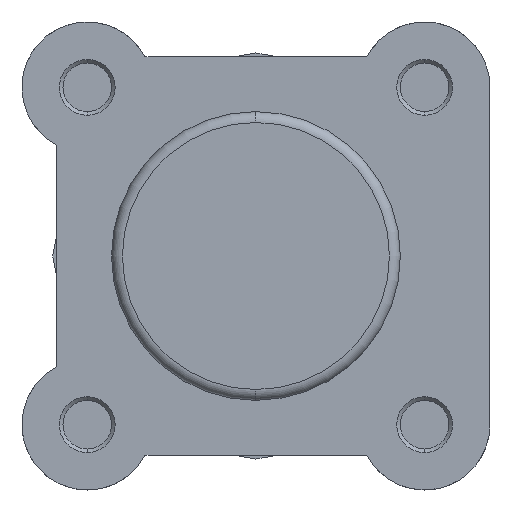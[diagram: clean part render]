
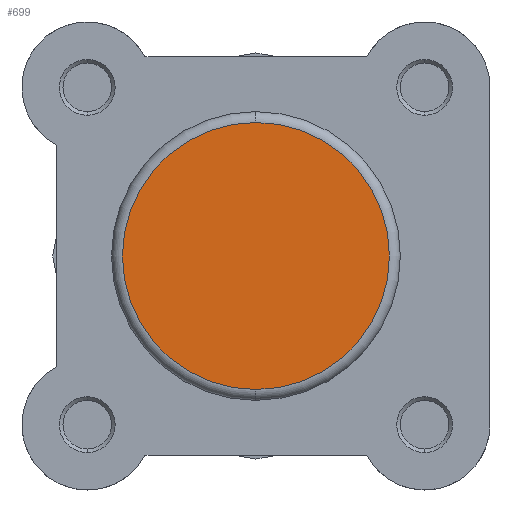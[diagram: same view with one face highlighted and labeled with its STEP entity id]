
A CAD part, left-side view. The second image highlights one B-rep face of the part: STEP entity #699.
In plain terms, the highlighted planar face has unit normal (-1, 0, 0).
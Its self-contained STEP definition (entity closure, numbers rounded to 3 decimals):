
#56 = DIRECTION ( 'NONE',  ( 0., 0., -1. ) ) ;
#57 = DIRECTION ( 'NONE',  ( 1., 0., 0. ) ) ;
#59 = PLANE ( 'NONE',  #1305 ) ;
#60 = CARTESIAN_POINT ( 'NONE',  ( 0., 0., 0. ) ) ;
#180 = CARTESIAN_POINT ( 'NONE',  ( 0., 0., 18.4 ) ) ;
#260 = CARTESIAN_POINT ( 'NONE',  ( 0., 0., -18.4 ) ) ;
#567 = VERTEX_POINT ( 'NONE', #260 ) ;
#645 = VERTEX_POINT ( 'NONE', #180 ) ;
#699 = ADVANCED_FACE ( 'NONE', ( #4245 ), #59, .F. ) ;
#1185 = EDGE_CURVE ( 'NONE', #645, #567, #5090, .T. ) ;
#1263 = EDGE_CURVE ( 'NONE', #567, #645, #4122, .T. ) ;
#1305 = AXIS2_PLACEMENT_3D ( 'NONE', #60, #57, #56 ) ;
#3417 = AXIS2_PLACEMENT_3D ( 'NONE', #3722, #3730, #3731 ) ;
#3449 = AXIS2_PLACEMENT_3D ( 'NONE', #3917, #3924, #3925 ) ;
#3722 = CARTESIAN_POINT ( 'NONE',  ( 0., 0., 0. ) ) ;
#3730 = DIRECTION ( 'NONE',  ( -1., 0., 0. ) ) ;
#3731 = DIRECTION ( 'NONE',  ( 0., 0., -1. ) ) ;
#3917 = CARTESIAN_POINT ( 'NONE',  ( 0., 0., 0. ) ) ;
#3924 = DIRECTION ( 'NONE',  ( -1., 0., 0. ) ) ;
#3925 = DIRECTION ( 'NONE',  ( 0., 0., -1. ) ) ;
#4122 = CIRCLE ( 'NONE', #3449, 18.4 ) ;
#4245 = FACE_OUTER_BOUND ( 'NONE', #5374, .T. ) ;
#5090 = CIRCLE ( 'NONE', #3417, 18.4 ) ;
#5374 = EDGE_LOOP ( 'NONE', ( #5489, #5488 ) ) ;
#5488 = ORIENTED_EDGE ( 'NONE', *, *, #1185, .T. ) ;
#5489 = ORIENTED_EDGE ( 'NONE', *, *, #1263, .T. ) ;
